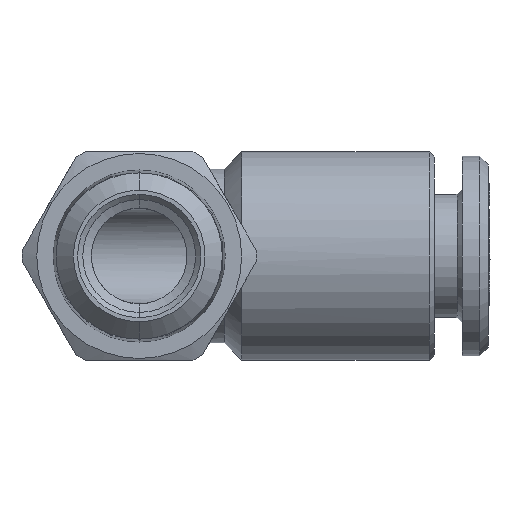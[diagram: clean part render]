
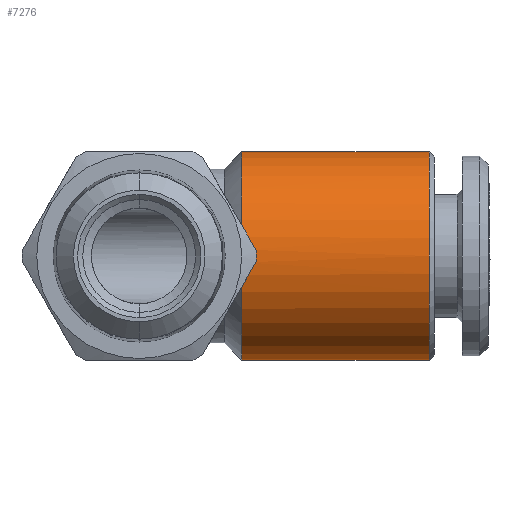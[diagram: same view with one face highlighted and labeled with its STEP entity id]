
A CAD part, front view. The second image highlights one B-rep face of the part: STEP entity #7276.
In plain terms, the highlighted cylindrical face has radius 6 mm (diameter 12 mm), a partial arc.
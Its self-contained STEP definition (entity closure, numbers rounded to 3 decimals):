
#3008 = CARTESIAN_POINT ( 'NONE',  ( 5.9, -5.9, 1.091 ) ) ;
#7045 = VERTEX_POINT ( 'NONE', #8536 ) ;
#7061 = VERTEX_POINT ( 'NONE', #8554 ) ;
#7071 = VERTEX_POINT ( 'NONE', #8611 ) ;
#7081 = VERTEX_POINT ( 'NONE', #8568 ) ;
#7083 = EDGE_CURVE ( 'NONE', #7061, #7081, #8586, .T. ) ;
#7122 = EDGE_CURVE ( 'NONE', #7045, #7071, #8726, .T. ) ;
#7136 = VERTEX_POINT ( 'NONE', #8700 ) ;
#7145 = EDGE_CURVE ( 'NONE', #7081, #7136, #8787, .T. ) ;
#7189 = EDGE_CURVE ( 'NONE', #7203, #7136, #9978, .T. ) ;
#7203 = VERTEX_POINT ( 'NONE', #3008 ) ;
#7273 = EDGE_CURVE ( 'NONE', #7061, #7045, #9337, .T. ) ;
#7274 = EDGE_LOOP ( 'NONE', ( #7291, #7281, #7327, #7319, #7324, #7305 ) ) ;
#7276 = ADVANCED_FACE ( 'NONE', ( #9332 ), #9335, .T. ) ;
#7281 = ORIENTED_EDGE ( 'NONE', *, *, #7273, .T. ) ;
#7291 = ORIENTED_EDGE ( 'NONE', *, *, #7083, .F. ) ;
#7305 = ORIENTED_EDGE ( 'NONE', *, *, #7145, .F. ) ;
#7319 = ORIENTED_EDGE ( 'NONE', *, *, #7320, .F. ) ;
#7320 = EDGE_CURVE ( 'NONE', #7203, #7071, #9395, .T. ) ;
#7324 = ORIENTED_EDGE ( 'NONE', *, *, #7189, .T. ) ;
#7327 = ORIENTED_EDGE ( 'NONE', *, *, #7122, .T. ) ;
#8536 = CARTESIAN_POINT ( 'NONE',  ( 16.7, 0., 6. ) ) ;
#8554 = CARTESIAN_POINT ( 'NONE',  ( 16.7, 0., -6. ) ) ;
#8568 = CARTESIAN_POINT ( 'NONE',  ( 5.9, 0., -6. ) ) ;
#8583 = DIRECTION ( 'NONE',  ( -1., 0., 0. ) ) ;
#8584 = VECTOR ( 'NONE', #8583, 1000. ) ;
#8585 = CARTESIAN_POINT ( 'NONE',  ( -3.45, 0., -6. ) ) ;
#8586 = LINE ( 'NONE', #8585, #8584 ) ;
#8611 = CARTESIAN_POINT ( 'NONE',  ( 5.9, 0., 6. ) ) ;
#8700 = CARTESIAN_POINT ( 'NONE',  ( 5.9, -5.9, -1.091 ) ) ;
#8723 = DIRECTION ( 'NONE',  ( -1., 0., 0. ) ) ;
#8724 = VECTOR ( 'NONE', #8723, 1000. ) ;
#8725 = CARTESIAN_POINT ( 'NONE',  ( -3.45, 0., 6. ) ) ;
#8726 = LINE ( 'NONE', #8725, #8724 ) ;
#8763 = DIRECTION ( 'NONE',  ( 0., 0., 1. ) ) ;
#8764 = DIRECTION ( 'NONE',  ( -1., 0., 0. ) ) ;
#8787 = CIRCLE ( 'NONE', #8801, 6. ) ;
#8796 = CARTESIAN_POINT ( 'NONE',  ( 5.9, 0., 0. ) ) ;
#8801 = AXIS2_PLACEMENT_3D ( 'NONE', #8796, #8764, #8763 ) ;
#9312 = DIRECTION ( 'NONE',  ( -1., 0., 0. ) ) ;
#9316 = DIRECTION ( 'NONE',  ( 0., 0., 1. ) ) ;
#9317 = DIRECTION ( 'NONE',  ( -1., 0., 0. ) ) ;
#9331 = CARTESIAN_POINT ( 'NONE',  ( 16.7, 0., 0. ) ) ;
#9332 = FACE_OUTER_BOUND ( 'NONE', #7274, .T. ) ;
#9333 = CARTESIAN_POINT ( 'NONE',  ( -3.45, 0., 0. ) ) ;
#9334 = AXIS2_PLACEMENT_3D ( 'NONE', #9333, #9317, #9316 ) ;
#9335 = CYLINDRICAL_SURFACE ( 'NONE', #9334, 6. ) ;
#9336 = AXIS2_PLACEMENT_3D ( 'NONE', #9331, #9312, #9338 ) ;
#9337 = CIRCLE ( 'NONE', #9336, 6. ) ;
#9338 = DIRECTION ( 'NONE',  ( 0., 0., 1. ) ) ;
#9377 = DIRECTION ( 'NONE',  ( 0., 0., 1. ) ) ;
#9378 = DIRECTION ( 'NONE',  ( -1., 0., 0. ) ) ;
#9379 = CARTESIAN_POINT ( 'NONE',  ( 5.9, 0., 0. ) ) ;
#9394 = AXIS2_PLACEMENT_3D ( 'NONE', #9379, #9378, #9377 ) ;
#9395 = CIRCLE ( 'NONE', #9394, 6. ) ;
#9978 =( BOUNDED_CURVE ( )  B_SPLINE_CURVE ( 3, ( #9989, #9988, #9987, #9990 ),
 .UNSPECIFIED., .F., .T. ) 
 B_SPLINE_CURVE_WITH_KNOTS ( ( 4, 4 ),
 ( 6.1, 6.466 ),
 .UNSPECIFIED. ) 
 CURVE ( )  GEOMETRIC_REPRESENTATION_ITEM ( )  RATIONAL_B_SPLINE_CURVE ( ( 1., 0.989, 0.989, 1. ) ) 
 REPRESENTATION_ITEM ( '' )  );
#9987 = CARTESIAN_POINT ( 'NONE',  ( 6.034, -6.034, -0.368 ) ) ;
#9988 = CARTESIAN_POINT ( 'NONE',  ( 6.034, -6.034, 0.368 ) ) ;
#9989 = CARTESIAN_POINT ( 'NONE',  ( 5.9, -5.9, 1.091 ) ) ;
#9990 = CARTESIAN_POINT ( 'NONE',  ( 5.9, -5.9, -1.091 ) ) ;
